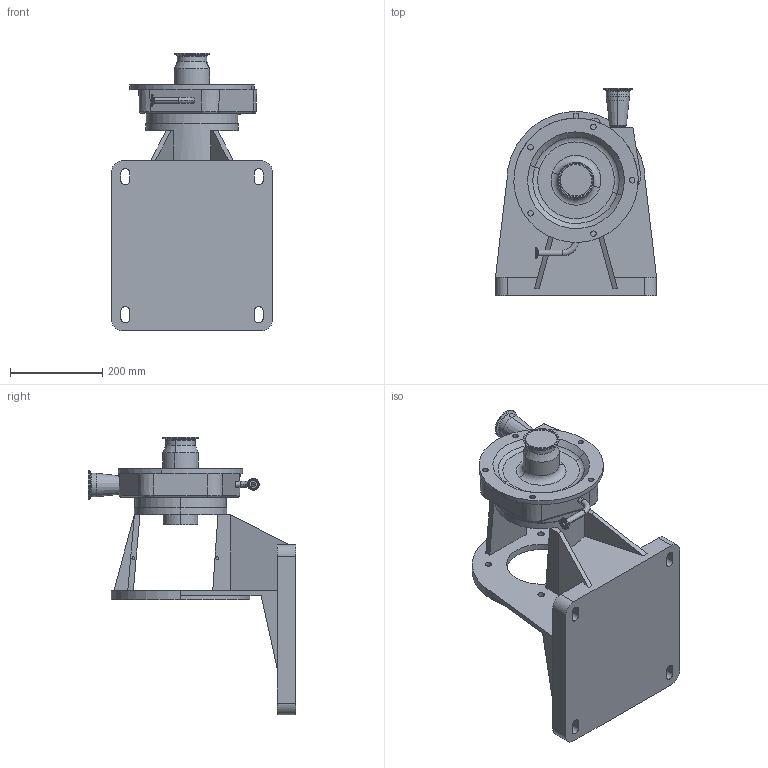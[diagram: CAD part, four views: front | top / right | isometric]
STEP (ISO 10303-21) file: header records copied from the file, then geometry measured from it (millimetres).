
FILE_DESCRIPTION (( 'STEP AP214' ), '1' );
FILE_NAME ('FP 1740 280TSC VERTICAL 1-2 In ELBOW LEFT.STEP', '2010-02-24T15:09:08', ( ' ' ), ( '' ), 'SwSTEP 2.0', 'SolidWorks 2010', '' );
FILE_SCHEMA (( 'AUTOMOTIVE_DESIGN' ));
Length unit declared in the file: millimetre
Products named in the file (2): FP 1740 280TSC VERTICAL 1-2 In ELBOW LEFT^1275000113; FP 1740 280TSC VERTICAL 1-2 In ELBOW LEFT
Assembly tree (1 placements, depth 2):
  FP 1740 280TSC VERTICAL 1-2 In ELBOW LEFT
    FP 1740 280TSC VERTICAL 1-2 In ELBOW LEFT^1275000113
Bounding box: 350 x 450 x 603 mm (x, y, z)
Volume: 13085542.6 mm3; surface area: 997180.4 mm2
Topology: 1 solids, 6 shells, 295 faces, 661 edges, 409 vertices
Faces by surface type: cylinder 111, plane 99, torus 45, cone 38, sphere 1, bspline 1
Entity records: 8389 total; most frequent: DIRECTION 1612, CARTESIAN_POINT 1431, ORIENTED_EDGE 1322, AXIS2_PLACEMENT_3D 665, EDGE_CURVE 661, VERTEX_POINT 409, CIRCLE 367, EDGE_LOOP 346
